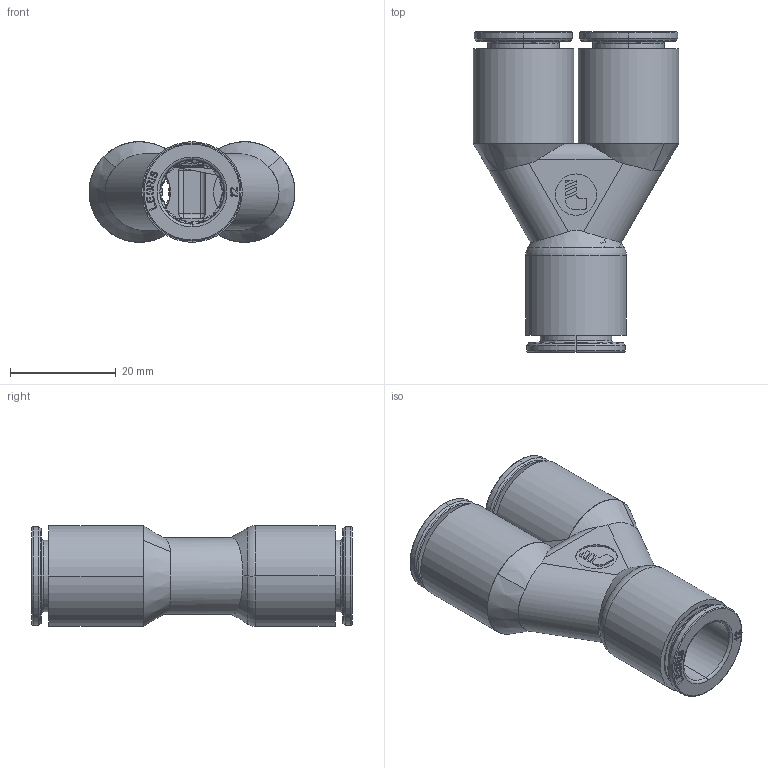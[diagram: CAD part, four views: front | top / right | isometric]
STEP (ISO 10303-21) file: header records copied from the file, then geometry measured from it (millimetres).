
FILE_DESCRIPTION(('STEP AP214'),'1');
FILE_NAME('6840_12_00.stp','2016-07-07T14:45:07',('TraceParts'),('TraceParts S.A.'),'Spatial InterOp 3D',' ',' ');
FILE_SCHEMA(('automotive_design'));
Length unit declared in the file: millimetre
Products named in the file (16): V840-12-00_ASM|Next assembly relationship#44112-19_ASM|Next assembly relationship#44112-21_ASM|Next assembly relationship#44112-32;44112-32; V840-12-00_ASM|Next assembly relationship#44112-19_ASM|Next assembly relationship#44112-21_ASM|Next assembly relationship#44112-30;44112-30; V840-12-00_ASM|Next assembly relationship#44112-19_ASM|Next assembly relationship#44112-21_ASM|Next assembly relationship#44112;44112; V840-12-00_ASM|Next assembly relationship#44112-19_ASM|Next assembly relationship#44112-40;44112-40; V840-12-00_ASM|Next assembly relationship#44522-12;44522-12; V840-12-00_ASM|Next assembly relationship#44112-11-10-ASM;44112-11-10-ASM
Bounding box: 38.83 x 60.7 x 18.98 mm (x, y, z)
Volume: 11838.4 mm3; surface area: 19376.2 mm2
Topology: 16 solids, 16 shells, 1892 faces, 4773 edges, 2960 vertices
Faces by surface type: plane 698, cylinder 345, torus 293, cone 274, bspline 272, sphere 10
Entity records: 72629 total; most frequent: CARTESIAN_POINT 28189, ORIENTED_EDGE 9526, DIRECTION 8768, EDGE_CURVE 4763, AXIS2_PLACEMENT_3D 3100, VERTEX_POINT 2960, LINE 2568, VECTOR 2568
